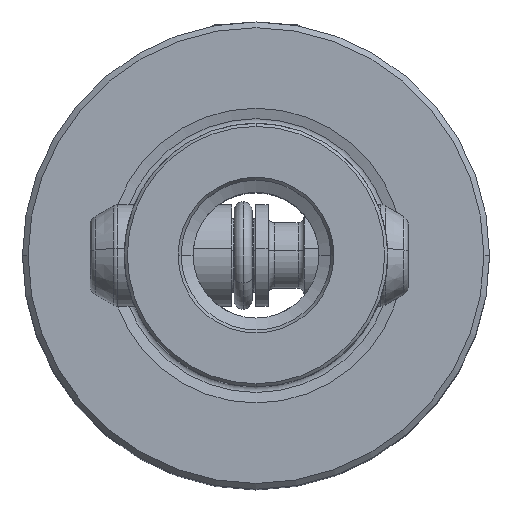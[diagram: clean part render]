
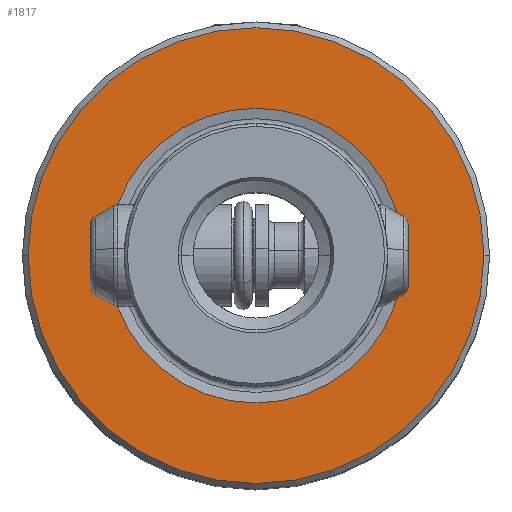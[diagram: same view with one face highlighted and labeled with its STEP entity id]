
A CAD part, top view. The second image highlights one B-rep face of the part: STEP entity #1817.
In plain terms, the highlighted planar face has unit normal (0, 0, 1).
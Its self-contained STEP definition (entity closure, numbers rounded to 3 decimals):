
#861=EDGE_CURVE('NONE',#1759,#923,#2229,.T.);
#923=VERTEX_POINT('NONE',#2297);
#1019=EDGE_CURVE('NONE',#923,#1759,#2404,.T.);
#1407=EDGE_CURVE('NONE',#1791,#1733,#2826,.T.);
#1733=VERTEX_POINT('NONE',#3192);
#1759=VERTEX_POINT('NONE',#3221);
#1791=VERTEX_POINT('NONE',#3255);
#1817=ADVANCED_FACE('NONE',(#3283,#3284),#3285,.T.);
#1881=EDGE_CURVE('NONE',#1733,#1791,#3358,.T.);
#2229=CIRCLE('',#3810,19.025);
#2297=CARTESIAN_POINT('',(19.025,0.,0.0));
#2404=CIRCLE('',#4040,19.025);
#2826=CIRCLE('',#4923,12.299);
#3192=CARTESIAN_POINT('',(12.299,0.0,0.0));
#3221=CARTESIAN_POINT('',(-19.025,0.0,0.0));
#3255=CARTESIAN_POINT('',(-12.299,0.,0.0));
#3283=FACE_OUTER_BOUND('',#5683,.T.);
#3284=FACE_BOUND('',#5684,.T.);
#3285=PLANE('',#5685);
#3358=CIRCLE('',#5778,12.299);
#3810=AXIS2_PLACEMENT_3D('',#6390,#6391,#6392);
#4040=AXIS2_PLACEMENT_3D('',#6621,#6622,#6623);
#4923=AXIS2_PLACEMENT_3D('',#7093,#7094,#7095);
#5683=EDGE_LOOP('',(#7650,#7651));
#5684=EDGE_LOOP('',(#7652,#7653));
#5685=AXIS2_PLACEMENT_3D('',#7654,#7655,#7656);
#5778=AXIS2_PLACEMENT_3D('',#7746,#7747,#7748);
#6390=CARTESIAN_POINT('',(0.0,0.0,0.0));
#6391=DIRECTION('',(0.0,0.0,-1.0));
#6392=DIRECTION('',(1.0,0.0,0.0));
#6621=CARTESIAN_POINT('',(0.0,0.0,0.0));
#6622=DIRECTION('',(0.0,0.0,-1.0));
#6623=DIRECTION('',(1.0,0.0,0.0));
#7093=CARTESIAN_POINT('',(0.0,0.0,0.0));
#7094=DIRECTION('',(0.0,0.0,1.0));
#7095=DIRECTION('',(1.0,0.0,0.0));
#7650=ORIENTED_EDGE('',*,*,#861,.F.);
#7651=ORIENTED_EDGE('',*,*,#1019,.F.);
#7652=ORIENTED_EDGE('',*,*,#1881,.F.);
#7653=ORIENTED_EDGE('',*,*,#1407,.F.);
#7654=CARTESIAN_POINT('',(0.0,11.0,0.0));
#7655=DIRECTION('',(0.0,0.0,1.0));
#7656=DIRECTION('',(1.0,0.0,0.0));
#7746=CARTESIAN_POINT('',(0.0,0.0,0.0));
#7747=DIRECTION('',(0.0,0.0,1.0));
#7748=DIRECTION('',(1.0,0.0,0.0));
